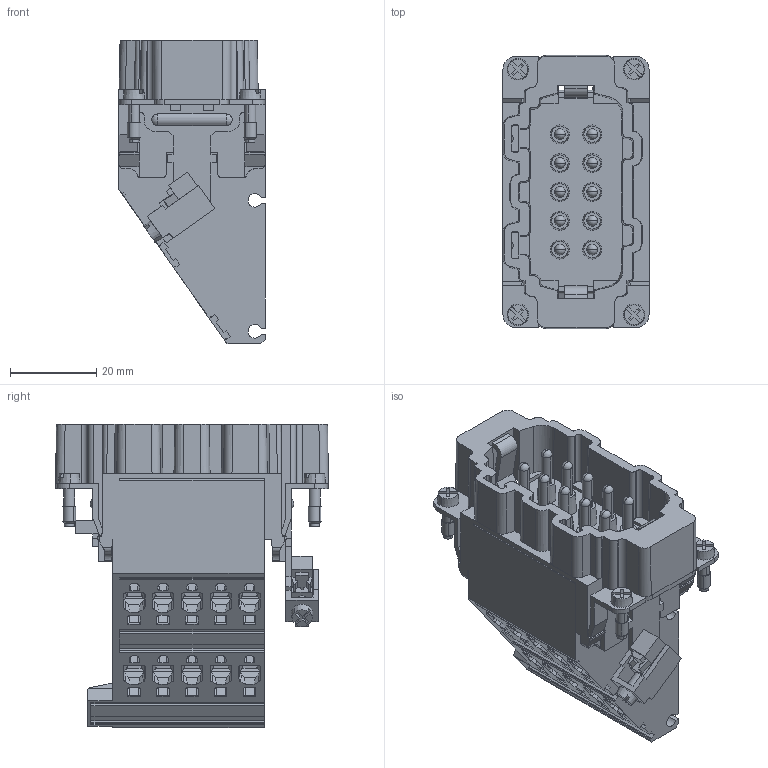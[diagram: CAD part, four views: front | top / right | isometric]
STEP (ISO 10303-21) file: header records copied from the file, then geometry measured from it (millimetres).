
FILE_DESCRIPTION(('Creo Elements/Direct Modeling STEP Export'),'2;1');
FILE_NAME('model.stp','2019-09-21T 0:19:17',(''),(''),'Creo Elements/Direct Modeling STEP processor for AP214 (Solid Model)','Creo Elements/Direct Modeling 20.1A 29-Sep-2018 (C) Parametric Technology GmbH','');
FILE_SCHEMA(('AUTOMOTIVE_DESIGN { 1 0 10303 214 1 1 1 1 }'));
Length unit declared in the file: millimetre
Products named in the file (2): HC_B_10_A_DT_PEL_M-select
Assembly tree (1 placements, depth 2):
  HC_B_10_A_DT_PEL_M-select
    HC_B_10_A_DT_PEL_M-select
Bounding box: 34 x 63.4 x 70.45 mm (x, y, z)
Volume: 64382.2 mm3; surface area: 24754.1 mm2
Topology: 1 solids, 1 shells, 1322 faces, 3731 edges, 2445 vertices
Faces by surface type: plane 869, cylinder 346, cone 62, sphere 24, extrusion 20, bspline 1
Entity records: 54217 total; most frequent: CARTESIAN_POINT 9642, ORIENTED_EDGE 7422, DIRECTION 6686, EDGE_CURVE 3711, VECTOR 2676, LINE 2656, VERTEX_POINT 2445, AXIS2_PLACEMENT_3D 2005
